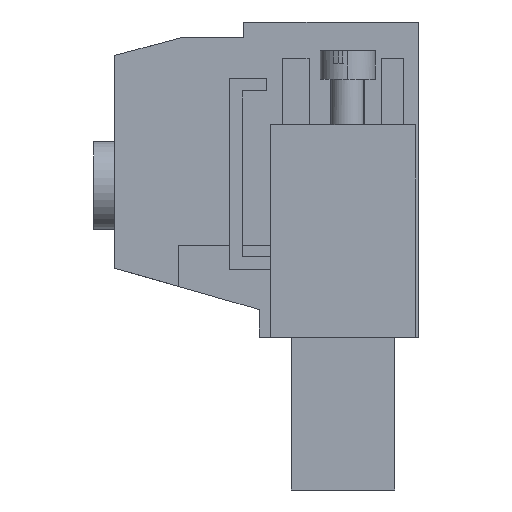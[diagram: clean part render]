
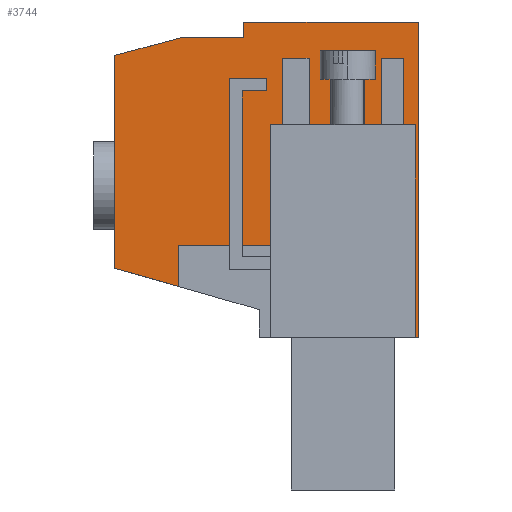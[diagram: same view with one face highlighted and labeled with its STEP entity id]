
A CAD part, left-side view. The second image highlights one B-rep face of the part: STEP entity #3744.
In plain terms, the highlighted planar face has unit normal (-1, 0, 0).
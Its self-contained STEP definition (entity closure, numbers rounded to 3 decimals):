
#3629=AXIS2_PLACEMENT_3D('Plane Axis2P3D',#3626,#3627,#3628) ;
#1991=CARTESIAN_POINT('Vertex',(10.16,0.,14.4)) ;
#1994=CARTESIAN_POINT('Line Origine',(10.16,0.15,14.4)) ;
#1998=CARTESIAN_POINT('Vertex',(10.16,0.3,14.4)) ;
#2047=CARTESIAN_POINT('Vertex',(10.16,2.8,14.4)) ;
#2050=CARTESIAN_POINT('Line Origine',(10.16,7.1,14.4)) ;
#2054=CARTESIAN_POINT('Vertex',(10.16,11.4,14.4)) ;
#3393=CARTESIAN_POINT('Vertex',(10.16,0.,44.1)) ;
#3396=CARTESIAN_POINT('Line Origine',(10.16,0.,29.25)) ;
#3626=CARTESIAN_POINT('Axis2P3D Location',(10.16,0.,0.)) ;
#3631=CARTESIAN_POINT('Line Origine',(10.16,2.8,24.4)) ;
#3635=CARTESIAN_POINT('Vertex',(10.16,2.8,34.4)) ;
#3638=CARTESIAN_POINT('Line Origine',(10.16,1.55,34.4)) ;
#3642=CARTESIAN_POINT('Vertex',(10.16,0.3,34.4)) ;
#3645=CARTESIAN_POINT('Line Origine',(10.16,0.3,24.4)) ;
#3650=CARTESIAN_POINT('Line Origine',(10.16,8.225,44.1)) ;
#3654=CARTESIAN_POINT('Vertex',(10.16,16.45,44.1)) ;
#3657=CARTESIAN_POINT('Line Origine',(10.16,16.45,43.35)) ;
#3661=CARTESIAN_POINT('Vertex',(10.16,16.45,42.6)) ;
#3664=CARTESIAN_POINT('Line Origine',(10.16,19.446,42.6)) ;
#3668=CARTESIAN_POINT('Vertex',(10.16,22.442,42.6)) ;
#3671=CARTESIAN_POINT('Line Origine',(10.16,25.521,41.775)) ;
#3675=CARTESIAN_POINT('Vertex',(10.16,28.6,40.95)) ;
#3678=CARTESIAN_POINT('Line Origine',(10.16,28.6,30.925)) ;
#3682=CARTESIAN_POINT('Vertex',(10.16,28.6,20.9)) ;
#3685=CARTESIAN_POINT('Line Origine',(10.16,25.6,20.04)) ;
#3689=CARTESIAN_POINT('Vertex',(10.16,22.6,19.18)) ;
#3692=CARTESIAN_POINT('Line Origine',(10.16,22.6,21.115)) ;
#3696=CARTESIAN_POINT('Vertex',(10.16,22.6,23.05)) ;
#3699=CARTESIAN_POINT('Line Origine',(10.16,18.25,23.05)) ;
#3703=CARTESIAN_POINT('Vertex',(10.16,13.9,23.05)) ;
#3706=CARTESIAN_POINT('Line Origine',(10.16,13.9,28.725)) ;
#3710=CARTESIAN_POINT('Vertex',(10.16,13.9,34.4)) ;
#3713=CARTESIAN_POINT('Line Origine',(10.16,12.65,34.4)) ;
#3717=CARTESIAN_POINT('Vertex',(10.16,11.4,34.4)) ;
#3720=CARTESIAN_POINT('Line Origine',(10.16,11.4,24.4)) ;
#1995=DIRECTION('Vector Direction',(0.,1.,0.)) ;
#2051=DIRECTION('Vector Direction',(0.,1.,0.)) ;
#3397=DIRECTION('Vector Direction',(0.,0.,-1.)) ;
#3627=DIRECTION('Axis2P3D Direction',(-1.,0.,0.)) ;
#3628=DIRECTION('Axis2P3D XDirection',(0.,0.,1.)) ;
#3632=DIRECTION('Vector Direction',(0.,0.,1.)) ;
#3639=DIRECTION('Vector Direction',(0.,-1.,0.)) ;
#3646=DIRECTION('Vector Direction',(0.,0.,-1.)) ;
#3651=DIRECTION('Vector Direction',(0.,-1.,0.)) ;
#3658=DIRECTION('Vector Direction',(0.,0.,1.)) ;
#3665=DIRECTION('Vector Direction',(0.,-1.,0.)) ;
#3672=DIRECTION('Vector Direction',(0.,-0.966,0.259)) ;
#3679=DIRECTION('Vector Direction',(0.,0.,1.)) ;
#3686=DIRECTION('Vector Direction',(0.,0.961,0.276)) ;
#3693=DIRECTION('Vector Direction',(0.,0.,1.)) ;
#3700=DIRECTION('Vector Direction',(0.,-1.,0.)) ;
#3707=DIRECTION('Vector Direction',(0.,0.,1.)) ;
#3714=DIRECTION('Vector Direction',(0.,-1.,0.)) ;
#3721=DIRECTION('Vector Direction',(0.,0.,1.)) ;
#1996=VECTOR('Line Direction',#1995,1.) ;
#2052=VECTOR('Line Direction',#2051,1.) ;
#3398=VECTOR('Line Direction',#3397,1.) ;
#3633=VECTOR('Line Direction',#3632,1.) ;
#3640=VECTOR('Line Direction',#3639,1.) ;
#3647=VECTOR('Line Direction',#3646,1.) ;
#3652=VECTOR('Line Direction',#3651,1.) ;
#3659=VECTOR('Line Direction',#3658,1.) ;
#3666=VECTOR('Line Direction',#3665,1.) ;
#3673=VECTOR('Line Direction',#3672,1.) ;
#3680=VECTOR('Line Direction',#3679,1.) ;
#3687=VECTOR('Line Direction',#3686,1.) ;
#3694=VECTOR('Line Direction',#3693,1.) ;
#3701=VECTOR('Line Direction',#3700,1.) ;
#3708=VECTOR('Line Direction',#3707,1.) ;
#3715=VECTOR('Line Direction',#3714,1.) ;
#3722=VECTOR('Line Direction',#3721,1.) ;
#3726=ORIENTED_EDGE('',*,*,#3637,.T.) ;
#3727=ORIENTED_EDGE('',*,*,#3644,.F.) ;
#3728=ORIENTED_EDGE('',*,*,#3649,.F.) ;
#3729=ORIENTED_EDGE('',*,*,#2000,.T.) ;
#3730=ORIENTED_EDGE('',*,*,#3400,.T.) ;
#3731=ORIENTED_EDGE('',*,*,#3656,.T.) ;
#3732=ORIENTED_EDGE('',*,*,#3663,.T.) ;
#3733=ORIENTED_EDGE('',*,*,#3670,.T.) ;
#3734=ORIENTED_EDGE('',*,*,#3677,.T.) ;
#3735=ORIENTED_EDGE('',*,*,#3684,.T.) ;
#3736=ORIENTED_EDGE('',*,*,#3691,.T.) ;
#3737=ORIENTED_EDGE('',*,*,#3698,.T.) ;
#3738=ORIENTED_EDGE('',*,*,#3705,.T.) ;
#3739=ORIENTED_EDGE('',*,*,#3712,.F.) ;
#3740=ORIENTED_EDGE('',*,*,#3719,.F.) ;
#3741=ORIENTED_EDGE('',*,*,#3724,.F.) ;
#3742=ORIENTED_EDGE('',*,*,#2056,.T.) ;
#3744=ADVANCED_FACE('HOUSING.2',(#3743),#3630,.T.) ;
#2000=EDGE_CURVE('',#1999,#1992,#1997,.F.) ;
#2056=EDGE_CURVE('',#2055,#2048,#2053,.F.) ;
#3400=EDGE_CURVE('',#1992,#3394,#3399,.F.) ;
#3637=EDGE_CURVE('',#2048,#3636,#3634,.T.) ;
#3644=EDGE_CURVE('',#3643,#3636,#3641,.F.) ;
#3649=EDGE_CURVE('',#1999,#3643,#3648,.F.) ;
#3656=EDGE_CURVE('',#3394,#3655,#3653,.F.) ;
#3663=EDGE_CURVE('',#3655,#3662,#3660,.F.) ;
#3670=EDGE_CURVE('',#3662,#3669,#3667,.F.) ;
#3677=EDGE_CURVE('',#3669,#3676,#3674,.F.) ;
#3684=EDGE_CURVE('',#3676,#3683,#3681,.F.) ;
#3691=EDGE_CURVE('',#3683,#3690,#3688,.F.) ;
#3698=EDGE_CURVE('',#3690,#3697,#3695,.T.) ;
#3705=EDGE_CURVE('',#3697,#3704,#3702,.T.) ;
#3712=EDGE_CURVE('',#3711,#3704,#3709,.F.) ;
#3719=EDGE_CURVE('',#3718,#3711,#3716,.F.) ;
#3724=EDGE_CURVE('',#2055,#3718,#3723,.T.) ;
#3725=EDGE_LOOP('',(#3726,#3727,#3728,#3729,#3730,#3731,#3732,#3733,#3734,#3735,#3736,#3737,#3738,#3739,#3740,#3741,#3742)) ;
#3743=FACE_OUTER_BOUND('',#3725,.T.) ;
#1997=LINE('Line',#1994,#1996) ;
#2053=LINE('Line',#2050,#2052) ;
#3399=LINE('Line',#3396,#3398) ;
#3634=LINE('Line',#3631,#3633) ;
#3641=LINE('Line',#3638,#3640) ;
#3648=LINE('Line',#3645,#3647) ;
#3653=LINE('Line',#3650,#3652) ;
#3660=LINE('Line',#3657,#3659) ;
#3667=LINE('Line',#3664,#3666) ;
#3674=LINE('Line',#3671,#3673) ;
#3681=LINE('Line',#3678,#3680) ;
#3688=LINE('Line',#3685,#3687) ;
#3695=LINE('Line',#3692,#3694) ;
#3702=LINE('Line',#3699,#3701) ;
#3709=LINE('Line',#3706,#3708) ;
#3716=LINE('Line',#3713,#3715) ;
#3723=LINE('Line',#3720,#3722) ;
#3630=PLANE('',#3629) ;
#1992=VERTEX_POINT('',#1991) ;
#1999=VERTEX_POINT('',#1998) ;
#2048=VERTEX_POINT('',#2047) ;
#2055=VERTEX_POINT('',#2054) ;
#3394=VERTEX_POINT('',#3393) ;
#3636=VERTEX_POINT('',#3635) ;
#3643=VERTEX_POINT('',#3642) ;
#3655=VERTEX_POINT('',#3654) ;
#3662=VERTEX_POINT('',#3661) ;
#3669=VERTEX_POINT('',#3668) ;
#3676=VERTEX_POINT('',#3675) ;
#3683=VERTEX_POINT('',#3682) ;
#3690=VERTEX_POINT('',#3689) ;
#3697=VERTEX_POINT('',#3696) ;
#3704=VERTEX_POINT('',#3703) ;
#3711=VERTEX_POINT('',#3710) ;
#3718=VERTEX_POINT('',#3717) ;
